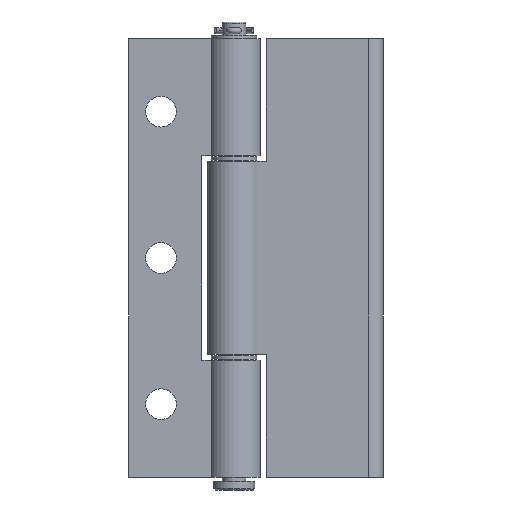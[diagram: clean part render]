
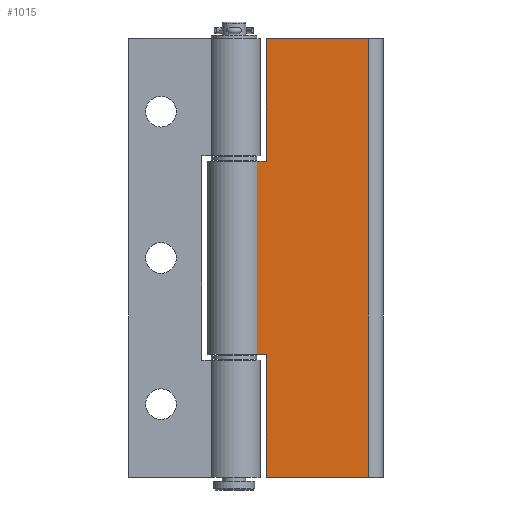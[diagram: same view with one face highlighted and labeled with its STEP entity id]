
A CAD part, front view. The second image highlights one B-rep face of the part: STEP entity #1015.
In plain terms, the highlighted planar face has unit normal (0, -1, 0).
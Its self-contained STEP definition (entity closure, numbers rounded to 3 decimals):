
#70 = DIRECTION ( 'NONE',  ( 1., 0., 0. ) ) ;
#71 = CARTESIAN_POINT ( 'NONE',  ( 46., -4.5, 75. ) ) ;
#171 = CARTESIAN_POINT ( 'NONE',  ( 46., -4.5, 33. ) ) ;
#172 = DIRECTION ( 'NONE',  ( -1., 0., 0. ) ) ;
#181 = DIRECTION ( 'NONE',  ( 0., 0., -1. ) ) ;
#182 = DIRECTION ( 'NONE',  ( 0., 0., -1. ) ) ;
#209 = CARTESIAN_POINT ( 'NONE',  ( 11., -4.5, 75. ) ) ;
#211 = CARTESIAN_POINT ( 'NONE',  ( 11., -4.5, 75. ) ) ;
#259 = CARTESIAN_POINT ( 'NONE',  ( 46., -4.5, 75. ) ) ;
#265 = DIRECTION ( 'NONE',  ( 0., 0., -1. ) ) ;
#535 = VECTOR ( 'NONE', #181, 1000. ) ;
#566 = VECTOR ( 'NONE', #70, 1000. ) ;
#600 = VECTOR ( 'NONE', #1435, 1000. ) ;
#695 = AXIS2_PLACEMENT_3D ( 'NONE', #1773, #1772, #1771 ) ;
#714 = EDGE_CURVE ( 'NONE', #2091, #2110, #2854, .T. ) ;
#723 = EDGE_CURVE ( 'NONE', #2056, #2086, #2858, .T. ) ;
#734 = EDGE_CURVE ( 'NONE', #2110, #2111, #2862, .T. ) ;
#742 = EDGE_CURVE ( 'NONE', #2058, #2114, #2868, .T. ) ;
#768 = EDGE_CURVE ( 'NONE', #2091, #2056, #2887, .T. ) ;
#800 = EDGE_CURVE ( 'NONE', #2111, #2077, #2900, .T. ) ;
#902 = EDGE_CURVE ( 'NONE', #2114, #2086, #2952, .T. ) ;
#975 = EDGE_CURVE ( 'NONE', #2077, #2058, #2975, .T. ) ;
#1015 = ADVANCED_FACE ( 'NONE', ( #2987 ), #1774, .F. ) ;
#1016 = VECTOR ( 'NONE', #1836, 1000. ) ;
#1058 = VECTOR ( 'NONE', #1872, 1000. ) ;
#1195 = VECTOR ( 'NONE', #172, 1000. ) ;
#1197 = VECTOR ( 'NONE', #182, 1000. ) ;
#1231 = VECTOR ( 'NONE', #265, 1000. ) ;
#1435 = DIRECTION ( 'NONE',  ( 0., 0., -1. ) ) ;
#1461 = CARTESIAN_POINT ( 'NONE',  ( 7.794, -4.5, 75. ) ) ;
#1515 = CARTESIAN_POINT ( 'NONE',  ( 46., -4.5, -75. ) ) ;
#1771 = DIRECTION ( 'NONE',  ( -1., 0., 0. ) ) ;
#1772 = DIRECTION ( 'NONE',  ( 0., 1., 0. ) ) ;
#1773 = CARTESIAN_POINT ( 'NONE',  ( 46., -4.5, 75. ) ) ;
#1774 = PLANE ( 'NONE',  #695 ) ;
#1836 = DIRECTION ( 'NONE',  ( 1., 0., 0. ) ) ;
#1866 = CARTESIAN_POINT ( 'NONE',  ( 46., -4.5, -33. ) ) ;
#1872 = DIRECTION ( 'NONE',  ( 1., 0., 0. ) ) ;
#1977 = ORIENTED_EDGE ( 'NONE', *, *, #768, .F. ) ;
#1986 = ORIENTED_EDGE ( 'NONE', *, *, #800, .T. ) ;
#2056 = VERTEX_POINT ( 'NONE', #3355 ) ;
#2058 = VERTEX_POINT ( 'NONE', #3357 ) ;
#2077 = VERTEX_POINT ( 'NONE', #3376 ) ;
#2086 = VERTEX_POINT ( 'NONE', #3385 ) ;
#2091 = VERTEX_POINT ( 'NONE', #3390 ) ;
#2110 = VERTEX_POINT ( 'NONE', #3409 ) ;
#2111 = VERTEX_POINT ( 'NONE', #3410 ) ;
#2114 = VERTEX_POINT ( 'NONE', #3413 ) ;
#2214 = ORIENTED_EDGE ( 'NONE', *, *, #975, .T. ) ;
#2224 = ORIENTED_EDGE ( 'NONE', *, *, #742, .T. ) ;
#2234 = ORIENTED_EDGE ( 'NONE', *, *, #902, .T. ) ;
#2268 = ORIENTED_EDGE ( 'NONE', *, *, #714, .T. ) ;
#2269 = ORIENTED_EDGE ( 'NONE', *, *, #723, .F. ) ;
#2277 = ORIENTED_EDGE ( 'NONE', *, *, #734, .T. ) ;
#2734 = EDGE_LOOP ( 'NONE', ( #2268, #2277, #1986, #2214, #2224, #2234, #2269, #1977 ) ) ;
#2854 = LINE ( 'NONE', #209, #1231 ) ;
#2858 = LINE ( 'NONE', #259, #535 ) ;
#2862 = LINE ( 'NONE', #171, #1195 ) ;
#2868 = LINE ( 'NONE', #211, #1197 ) ;
#2887 = LINE ( 'NONE', #71, #566 ) ;
#2900 = LINE ( 'NONE', #1461, #600 ) ;
#2952 = LINE ( 'NONE', #1515, #1016 ) ;
#2975 = LINE ( 'NONE', #1866, #1058 ) ;
#2987 = FACE_OUTER_BOUND ( 'NONE', #2734, .T. ) ;
#3355 = CARTESIAN_POINT ( 'NONE',  ( 46., -4.5, 75. ) ) ;
#3357 = CARTESIAN_POINT ( 'NONE',  ( 11., -4.5, -33. ) ) ;
#3376 = CARTESIAN_POINT ( 'NONE',  ( 7.794, -4.5, -33. ) ) ;
#3385 = CARTESIAN_POINT ( 'NONE',  ( 46., -4.5, -75. ) ) ;
#3390 = CARTESIAN_POINT ( 'NONE',  ( 11., -4.5, 75. ) ) ;
#3409 = CARTESIAN_POINT ( 'NONE',  ( 11., -4.5, 33. ) ) ;
#3410 = CARTESIAN_POINT ( 'NONE',  ( 7.794, -4.5, 33. ) ) ;
#3413 = CARTESIAN_POINT ( 'NONE',  ( 11., -4.5, -75. ) ) ;
